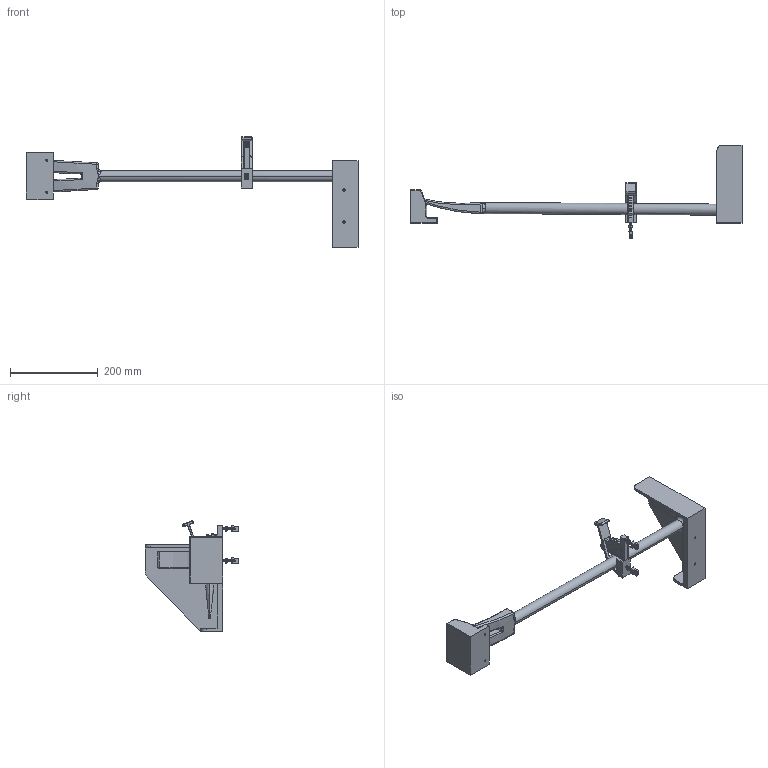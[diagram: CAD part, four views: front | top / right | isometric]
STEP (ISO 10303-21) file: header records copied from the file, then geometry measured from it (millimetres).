
FILE_DESCRIPTION (( 'STEP AP203' ), '1' );
FILE_NAME ('K5032.STEP', '2010-09-23T13:07:44', ( 'PAC' ), ( 'Microsoft' ), 'SwSTEP 2.0', 'SolidWorks 2010', '' );
FILE_SCHEMA (( 'CONFIG_CONTROL_DESIGN' ));
Products named in the file (11): K5032; 2070; 2071; 1003; 1003-B; 1003 GL; 7031_toolok; 2044_82DEG 10-32x1.25 18-8 SS; 2059_#10; 7016; haliigan
Assembly tree (13 placements, depth 4):
  K5032
    2070
    1003
      1003-B
      7031_toolok
        2044_82DEG 10-32x1.25 18-8 SS  x2
        2059_#10  x2
        7016  x2
      1003 GL
    2071
    haliigan
Bounding box: 757.82 x 214.31 x 251.63 mm (x, y, z)
Volume: 1266218.7 mm3; surface area: 258600.9 mm2
Topology: 11 solids, 11 shells, 1283 faces, 3376 edges, 2129 vertices
Faces by surface type: cylinder 502, plane 401, bspline 216, torus 74, cone 70, sphere 20
Entity records: 65980 total; most frequent: CARTESIAN_POINT 41844, ORIENTED_EDGE 5290, DIRECTION 4058, EDGE_CURVE 2645, VERTEX_POINT 1666, AXIS2_PLACEMENT_3D 1396, LINE 1266, VECTOR 1266
